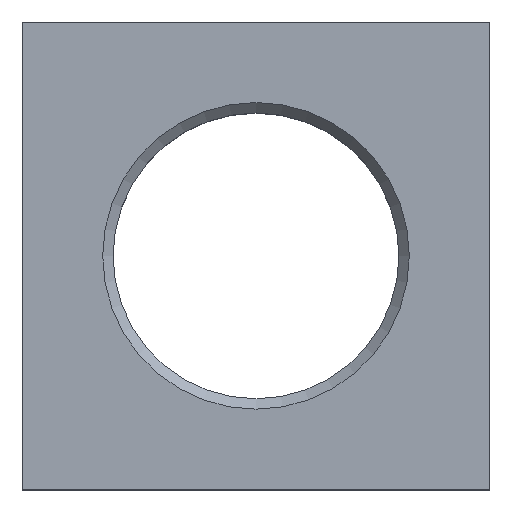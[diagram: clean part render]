
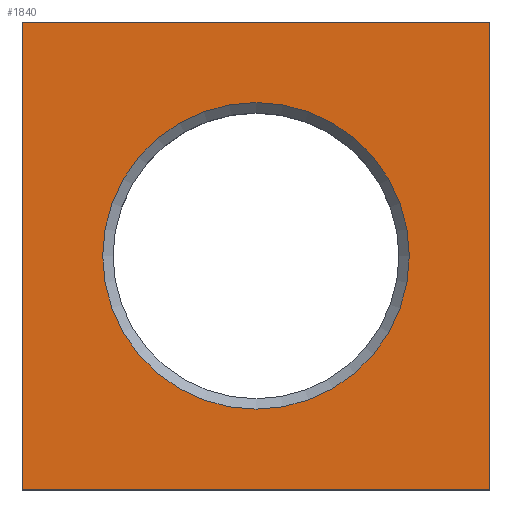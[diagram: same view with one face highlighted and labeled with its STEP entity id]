
A CAD part, top view. The second image highlights one B-rep face of the part: STEP entity #1840.
In plain terms, the highlighted planar face has unit normal (0, 0, 1).
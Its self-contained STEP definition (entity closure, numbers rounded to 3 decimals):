
#20=LINE('',#2597,#272);
#21=LINE('',#2600,#273);
#22=LINE('',#2602,#274);
#23=LINE('',#2604,#275);
#272=VECTOR('',#2106,1000.);
#273=VECTOR('',#2107,1000.);
#274=VECTOR('',#2108,1000.);
#275=VECTOR('',#2109,1000.);
#524=PLANE('',#1974);
#645=ORIENTED_EDGE('',*,*,#1155,.T.);
#646=ORIENTED_EDGE('',*,*,#1156,.T.);
#647=ORIENTED_EDGE('',*,*,#1157,.T.);
#648=ORIENTED_EDGE('',*,*,#1158,.T.);
#649=ORIENTED_EDGE('',*,*,#1153,.T.);
#1153=EDGE_CURVE('',#1409,#1409,#1565,.T.);
#1155=EDGE_CURVE('',#1411,#1412,#20,.T.);
#1156=EDGE_CURVE('',#1412,#1413,#21,.T.);
#1157=EDGE_CURVE('',#1413,#1414,#22,.T.);
#1158=EDGE_CURVE('',#1414,#1411,#23,.T.);
#1409=VERTEX_POINT('',#2592);
#1411=VERTEX_POINT('',#2598);
#1412=VERTEX_POINT('',#2599);
#1413=VERTEX_POINT('',#2601);
#1414=VERTEX_POINT('',#2603);
#1565=CIRCLE('',#1971,2.95);
#1573=EDGE_LOOP('',(#645,#646,#647,#648));
#1574=EDGE_LOOP('',(#649));
#1707=FACE_BOUND('',#1573,.T.);
#1708=FACE_BOUND('',#1574,.T.);
#1840=ADVANCED_FACE('',(#1707,#1708),#524,.T.);
#1971=AXIS2_PLACEMENT_3D('',#2591,#2098,#2099);
#1974=AXIS2_PLACEMENT_3D('',#2596,#2104,#2105);
#2098=DIRECTION('',(0.,0.,-1.));
#2099=DIRECTION('',(1.,0.,0.));
#2104=DIRECTION('',(0.,0.,1.));
#2105=DIRECTION('',(1.,0.,0.));
#2106=DIRECTION('',(0.,-1.,0.));
#2107=DIRECTION('',(1.,0.,0.));
#2108=DIRECTION('',(0.,1.,0.));
#2109=DIRECTION('',(-1.,0.,0.));
#2591=CARTESIAN_POINT('',(0.,0.,3.1));
#2592=CARTESIAN_POINT('',(2.95,0.,3.1));
#2596=CARTESIAN_POINT('',(0.,0.,3.1));
#2597=CARTESIAN_POINT('',(-4.5,4.5,3.1));
#2598=CARTESIAN_POINT('',(-4.5,4.5,3.1));
#2599=CARTESIAN_POINT('',(-4.5,-4.5,3.1));
#2600=CARTESIAN_POINT('',(-4.5,-4.5,3.1));
#2601=CARTESIAN_POINT('',(4.5,-4.5,3.1));
#2602=CARTESIAN_POINT('',(4.5,-4.5,3.1));
#2603=CARTESIAN_POINT('',(4.5,4.5,3.1));
#2604=CARTESIAN_POINT('',(4.5,4.5,3.1));
